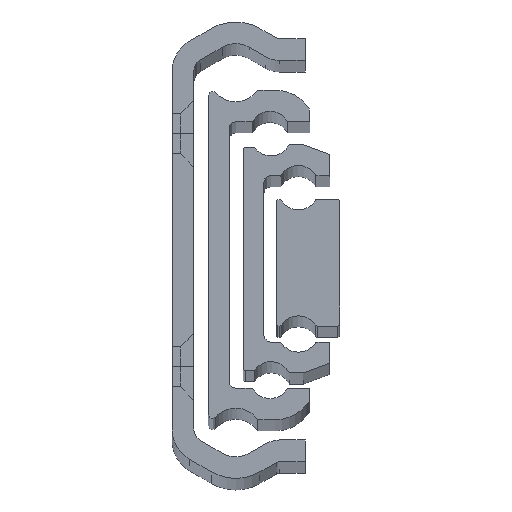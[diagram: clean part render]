
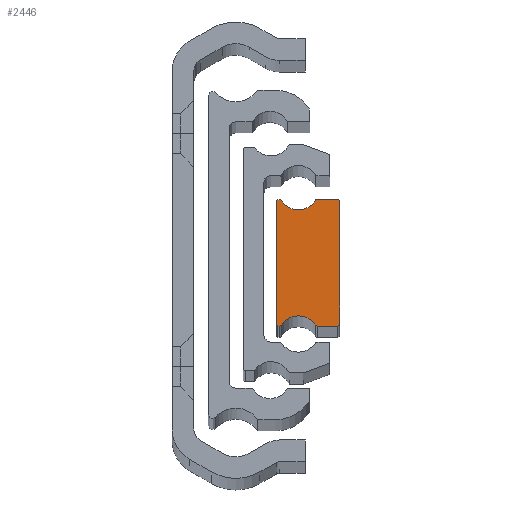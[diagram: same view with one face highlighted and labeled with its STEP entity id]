
A CAD part, top view. The second image highlights one B-rep face of the part: STEP entity #2446.
In plain terms, the highlighted planar face has unit normal (0, 0, 1).
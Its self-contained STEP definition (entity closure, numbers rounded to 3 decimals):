
#168 = AXIS2_PLACEMENT_3D ( 'NONE', #4242, #4100, #4109 ) ;
#181 = AXIS2_PLACEMENT_3D ( 'NONE', #3514, #3452, #3424 ) ;
#182 = AXIS2_PLACEMENT_3D ( 'NONE', #3477, #3423, #3392 ) ;
#187 = AXIS2_PLACEMENT_3D ( 'NONE', #3493, #3386, #3580 ) ;
#189 = AXIS2_PLACEMENT_3D ( 'NONE', #3561, #3579, #3568 ) ;
#194 = AXIS2_PLACEMENT_3D ( 'NONE', #3431, #3401, #3437 ) ;
#206 = AXIS2_PLACEMENT_3D ( 'NONE', #3498, #3522, #3500 ) ;
#207 = AXIS2_PLACEMENT_3D ( 'NONE', #3497, #3526, #3503 ) ;
#208 = AXIS2_PLACEMENT_3D ( 'NONE', #3499, #3507, #3531 ) ;
#264 = AXIS2_PLACEMENT_3D ( 'NONE', #2086, #2091, #2092 ) ;
#331 = AXIS2_PLACEMENT_3D ( 'NONE', #2368, #2371, #2372 ) ;
#441 = EDGE_CURVE ( 'NONE', #4019, #3950, #1370, .T. ) ;
#442 = EDGE_CURVE ( 'NONE', #4134, #4000, #1369, .T. ) ;
#463 = EDGE_CURVE ( 'NONE', #4009, #3941, #1395, .T. ) ;
#468 = EDGE_CURVE ( 'NONE', #4249, #4189, #1408, .T. ) ;
#469 = EDGE_CURVE ( 'NONE', #4189, #4253, #1409, .T. ) ;
#479 = EDGE_CURVE ( 'NONE', #4253, #4009, #1424, .T. ) ;
#484 = EDGE_CURVE ( 'NONE', #4260, #4165, #1423, .T. ) ;
#486 = EDGE_CURVE ( 'NONE', #4007, #4014, #1435, .T. ) ;
#489 = EDGE_CURVE ( 'NONE', #4014, #4249, #1438, .T. ) ;
#495 = EDGE_CURVE ( 'NONE', #3950, #4007, #1440, .T. ) ;
#497 = EDGE_CURVE ( 'NONE', #4024, #4054, #1452, .T. ) ;
#506 = EDGE_CURVE ( 'NONE', #3943, #4019, #1456, .T. ) ;
#512 = EDGE_CURVE ( 'NONE', #4054, #3943, #1475, .T. ) ;
#514 = EDGE_CURVE ( 'NONE', #3941, #4260, #1477, .T. ) ;
#518 = EDGE_CURVE ( 'NONE', #4165, #4134, #1483, .T. ) ;
#683 = EDGE_CURVE ( 'NONE', #4000, #4024, #1757, .T. ) ;
#829 = ORIENTED_EDGE ( 'NONE', *, *, #495, .T. ) ;
#918 = ORIENTED_EDGE ( 'NONE', *, *, #441, .T. ) ;
#932 = ORIENTED_EDGE ( 'NONE', *, *, #683, .T. ) ;
#936 = ORIENTED_EDGE ( 'NONE', *, *, #497, .T. ) ;
#964 = ORIENTED_EDGE ( 'NONE', *, *, #442, .T. ) ;
#1072 = EDGE_LOOP ( 'NONE', ( #3353, #3355, #3370, #3358, #3360, #3365, #3366, #3318, #1162, #964, #932, #936, #1189, #1240, #918, #829 ) ) ;
#1162 = ORIENTED_EDGE ( 'NONE', *, *, #518, .T. ) ;
#1189 = ORIENTED_EDGE ( 'NONE', *, *, #512, .T. ) ;
#1240 = ORIENTED_EDGE ( 'NONE', *, *, #506, .T. ) ;
#1366 = VECTOR ( 'NONE', #4123, 1000. ) ;
#1369 = LINE ( 'NONE', #4240, #1366 ) ;
#1370 = CIRCLE ( 'NONE', #168, 0.3 ) ;
#1395 = LINE ( 'NONE', #3488, #1400 ) ;
#1400 = VECTOR ( 'NONE', #3471, 1000. ) ;
#1408 = CIRCLE ( 'NONE', #181, 0.3 ) ;
#1409 = CIRCLE ( 'NONE', #182, 3.04 ) ;
#1420 = VECTOR ( 'NONE', #3390, 1000. ) ;
#1423 = LINE ( 'NONE', #3458, #1420 ) ;
#1424 = CIRCLE ( 'NONE', #189, 0.3 ) ;
#1435 = CIRCLE ( 'NONE', #187, 0.3 ) ;
#1437 = VECTOR ( 'NONE', #3433, 1000. ) ;
#1438 = LINE ( 'NONE', #3454, #1439 ) ;
#1439 = VECTOR ( 'NONE', #3420, 1000. ) ;
#1440 = LINE ( 'NONE', #3400, #1437 ) ;
#1452 = CIRCLE ( 'NONE', #194, 3.04 ) ;
#1456 = LINE ( 'NONE', #3414, #1460 ) ;
#1460 = VECTOR ( 'NONE', #3445, 1000. ) ;
#1475 = CIRCLE ( 'NONE', #206, 0.3 ) ;
#1477 = CIRCLE ( 'NONE', #207, 0.2 ) ;
#1483 = CIRCLE ( 'NONE', #208, 0.2 ) ;
#1757 = CIRCLE ( 'NONE', #264, 0.3 ) ;
#2086 = CARTESIAN_POINT ( 'NONE',  ( 10.68, -9.2, 951.5 ) ) ;
#2091 = DIRECTION ( 'NONE',  ( 0., 0., 1. ) ) ;
#2092 = DIRECTION ( 'NONE',  ( 1., 0., 0. ) ) ;
#2368 = CARTESIAN_POINT ( 'NONE',  ( 19.45, 9.2, 951.5 ) ) ;
#2369 = PLANE ( 'NONE',  #331 ) ;
#2371 = DIRECTION ( 'NONE',  ( 0., 0., 1. ) ) ;
#2372 = DIRECTION ( 'NONE',  ( 1., 0., 0. ) ) ;
#2446 = ADVANCED_FACE ( 'NONE', ( #2651 ), #2369, .T. ) ;
#2651 = FACE_OUTER_BOUND ( 'NONE', #1072, .T. ) ;
#3087 = CARTESIAN_POINT ( 'NONE',  ( 10.45, 9.5, 951.5 ) ) ;
#3088 = CARTESIAN_POINT ( 'NONE',  ( 16.32, -9.5, 951.5 ) ) ;
#3091 = CARTESIAN_POINT ( 'NONE',  ( 19.75, -9.2, 951.5 ) ) ;
#3105 = CARTESIAN_POINT ( 'NONE',  ( 10.68, -9.5, 951.5 ) ) ;
#3109 = CARTESIAN_POINT ( 'NONE',  ( 19.75, 9.2, 951.5 ) ) ;
#3111 = CARTESIAN_POINT ( 'NONE',  ( 10.68, 9.5, 951.5 ) ) ;
#3114 = CARTESIAN_POINT ( 'NONE',  ( 19.45, 9.5, 951.5 ) ) ;
#3116 = CARTESIAN_POINT ( 'NONE',  ( 19.45, -9.5, 951.5 ) ) ;
#3117 = CARTESIAN_POINT ( 'NONE',  ( 10.933, -9.361, 951.5 ) ) ;
#3124 = CARTESIAN_POINT ( 'NONE',  ( 16.067, -9.361, 951.5 ) ) ;
#3159 = CARTESIAN_POINT ( 'NONE',  ( 10.45, -9.5, 951.5 ) ) ;
#3167 = CARTESIAN_POINT ( 'NONE',  ( 10.25, -9.3, 951.5 ) ) ;
#3184 = CARTESIAN_POINT ( 'NONE',  ( 16.067, 9.361, 951.5 ) ) ;
#3210 = CARTESIAN_POINT ( 'NONE',  ( 16.32, 9.5, 951.5 ) ) ;
#3211 = CARTESIAN_POINT ( 'NONE',  ( 10.933, 9.361, 951.5 ) ) ;
#3213 = CARTESIAN_POINT ( 'NONE',  ( 10.25, 9.3, 951.5 ) ) ;
#3318 = ORIENTED_EDGE ( 'NONE', *, *, #484, .T. ) ;
#3353 = ORIENTED_EDGE ( 'NONE', *, *, #486, .T. ) ;
#3355 = ORIENTED_EDGE ( 'NONE', *, *, #489, .T. ) ;
#3358 = ORIENTED_EDGE ( 'NONE', *, *, #469, .T. ) ;
#3360 = ORIENTED_EDGE ( 'NONE', *, *, #479, .T. ) ;
#3365 = ORIENTED_EDGE ( 'NONE', *, *, #463, .T. ) ;
#3366 = ORIENTED_EDGE ( 'NONE', *, *, #514, .T. ) ;
#3370 = ORIENTED_EDGE ( 'NONE', *, *, #468, .T. ) ;
#3386 = DIRECTION ( 'NONE',  ( 0., 0., 1. ) ) ;
#3390 = DIRECTION ( 'NONE',  ( 0., -1., 0. ) ) ;
#3392 = DIRECTION ( 'NONE',  ( 1., 0., 0. ) ) ;
#3400 = CARTESIAN_POINT ( 'NONE',  ( 19.75, -9.2, 951.5 ) ) ;
#3401 = DIRECTION ( 'NONE',  ( 0., 0., -1. ) ) ;
#3414 = CARTESIAN_POINT ( 'NONE',  ( 16.32, -9.5, 951.5 ) ) ;
#3420 = DIRECTION ( 'NONE',  ( -1., 0., 0. ) ) ;
#3423 = DIRECTION ( 'NONE',  ( 0., 0., -1. ) ) ;
#3424 = DIRECTION ( 'NONE',  ( 1., 0., 0. ) ) ;
#3431 = CARTESIAN_POINT ( 'NONE',  ( 13.5, -10.99, 951.5 ) ) ;
#3433 = DIRECTION ( 'NONE',  ( 0., 1., 0. ) ) ;
#3437 = DIRECTION ( 'NONE',  ( 1., 0., 0. ) ) ;
#3445 = DIRECTION ( 'NONE',  ( 1., 0., 0. ) ) ;
#3452 = DIRECTION ( 'NONE',  ( 0., 0., 1. ) ) ;
#3454 = CARTESIAN_POINT ( 'NONE',  ( 19.45, 9.5, 951.5 ) ) ;
#3458 = CARTESIAN_POINT ( 'NONE',  ( 10.25, 9.3, 951.5 ) ) ;
#3471 = DIRECTION ( 'NONE',  ( -1., 0., 0. ) ) ;
#3477 = CARTESIAN_POINT ( 'NONE',  ( 13.5, 10.99, 951.5 ) ) ;
#3488 = CARTESIAN_POINT ( 'NONE',  ( 10.68, 9.5, 951.5 ) ) ;
#3493 = CARTESIAN_POINT ( 'NONE',  ( 19.45, 9.2, 951.5 ) ) ;
#3497 = CARTESIAN_POINT ( 'NONE',  ( 10.45, 9.3, 951.5 ) ) ;
#3498 = CARTESIAN_POINT ( 'NONE',  ( 16.32, -9.2, 951.5 ) ) ;
#3499 = CARTESIAN_POINT ( 'NONE',  ( 10.45, -9.3, 951.5 ) ) ;
#3500 = DIRECTION ( 'NONE',  ( 1., 0., 0. ) ) ;
#3503 = DIRECTION ( 'NONE',  ( 1., 0., 0. ) ) ;
#3507 = DIRECTION ( 'NONE',  ( 0., 0., 1. ) ) ;
#3514 = CARTESIAN_POINT ( 'NONE',  ( 16.32, 9.2, 951.5 ) ) ;
#3522 = DIRECTION ( 'NONE',  ( 0., 0., 1. ) ) ;
#3526 = DIRECTION ( 'NONE',  ( 0., 0., 1. ) ) ;
#3531 = DIRECTION ( 'NONE',  ( 1., 0., 0. ) ) ;
#3561 = CARTESIAN_POINT ( 'NONE',  ( 10.68, 9.2, 951.5 ) ) ;
#3568 = DIRECTION ( 'NONE',  ( 1., 0., 0. ) ) ;
#3579 = DIRECTION ( 'NONE',  ( 0., 0., 1. ) ) ;
#3580 = DIRECTION ( 'NONE',  ( 1., 0., 0. ) ) ;
#3941 = VERTEX_POINT ( 'NONE', #3087 ) ;
#3943 = VERTEX_POINT ( 'NONE', #3088 ) ;
#3950 = VERTEX_POINT ( 'NONE', #3091 ) ;
#4000 = VERTEX_POINT ( 'NONE', #3105 ) ;
#4007 = VERTEX_POINT ( 'NONE', #3109 ) ;
#4009 = VERTEX_POINT ( 'NONE', #3111 ) ;
#4014 = VERTEX_POINT ( 'NONE', #3114 ) ;
#4019 = VERTEX_POINT ( 'NONE', #3116 ) ;
#4024 = VERTEX_POINT ( 'NONE', #3117 ) ;
#4054 = VERTEX_POINT ( 'NONE', #3124 ) ;
#4100 = DIRECTION ( 'NONE',  ( 0., 0., 1. ) ) ;
#4109 = DIRECTION ( 'NONE',  ( 1., 0., 0. ) ) ;
#4123 = DIRECTION ( 'NONE',  ( 1., 0., 0. ) ) ;
#4134 = VERTEX_POINT ( 'NONE', #3159 ) ;
#4165 = VERTEX_POINT ( 'NONE', #3167 ) ;
#4189 = VERTEX_POINT ( 'NONE', #3184 ) ;
#4240 = CARTESIAN_POINT ( 'NONE',  ( 10.45, -9.5, 951.5 ) ) ;
#4242 = CARTESIAN_POINT ( 'NONE',  ( 19.45, -9.2, 951.5 ) ) ;
#4249 = VERTEX_POINT ( 'NONE', #3210 ) ;
#4253 = VERTEX_POINT ( 'NONE', #3211 ) ;
#4260 = VERTEX_POINT ( 'NONE', #3213 ) ;
